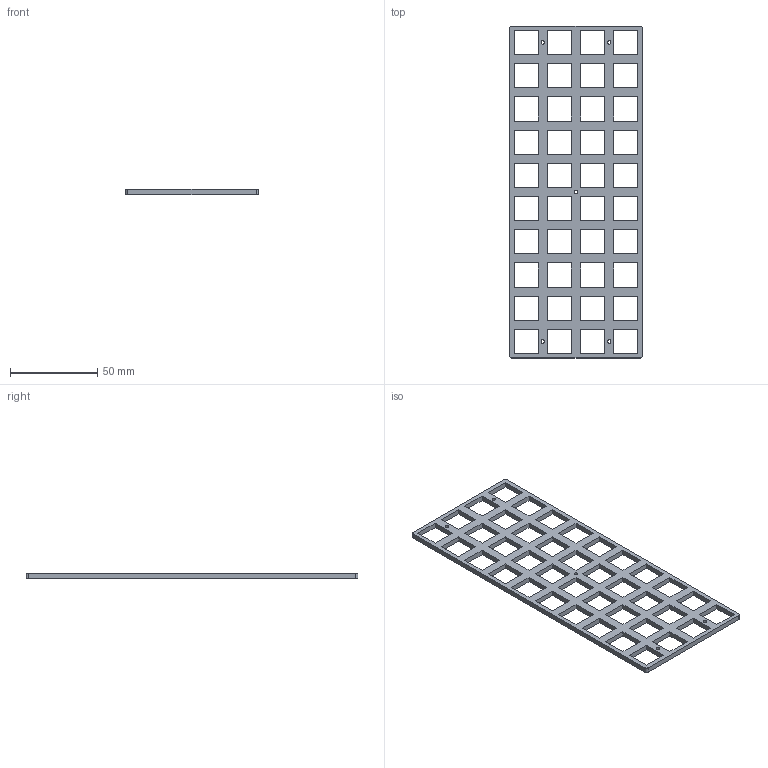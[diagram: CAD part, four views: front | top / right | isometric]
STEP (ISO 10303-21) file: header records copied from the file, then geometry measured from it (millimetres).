
FILE_DESCRIPTION(('HOOPS Exchange Step'),'2;1');
FILE_NAME('temp_export','2022-09-21T15:37:53-04:00',('mobile'),('Shapr3D Limited'),'HOOPS Exchange 2022.1','Shapr3D','Authorized');
FILE_SCHEMA( ('AP203_CONFIGURATION_CONTROLLED_3D_DESIGN_OF_MECHANICAL_PARTS_AND_ASSEMBLIES_MIM_LF') );
Length unit declared in the file: millimetre
Products named in the file (1): Plate (40)
Bounding box: 75.85 x 189.85 x 3 mm (x, y, z)
Volume: 20130.5 mm3; surface area: 21750.4 mm2
Topology: 1 solids, 1 shells, 175 faces, 519 edges, 346 vertices
Faces by surface type: plane 166, cylinder 9
Full cylindrical faces by diameter (mm): 2 x5
Entity records: 5955 total; most frequent: CARTESIAN_POINT 1041, ORIENTED_EDGE 1038, DIRECTION 889, EDGE_CURVE 519, VECTOR 501, LINE 501, VERTEX_POINT 346, EDGE_LOOP 265
